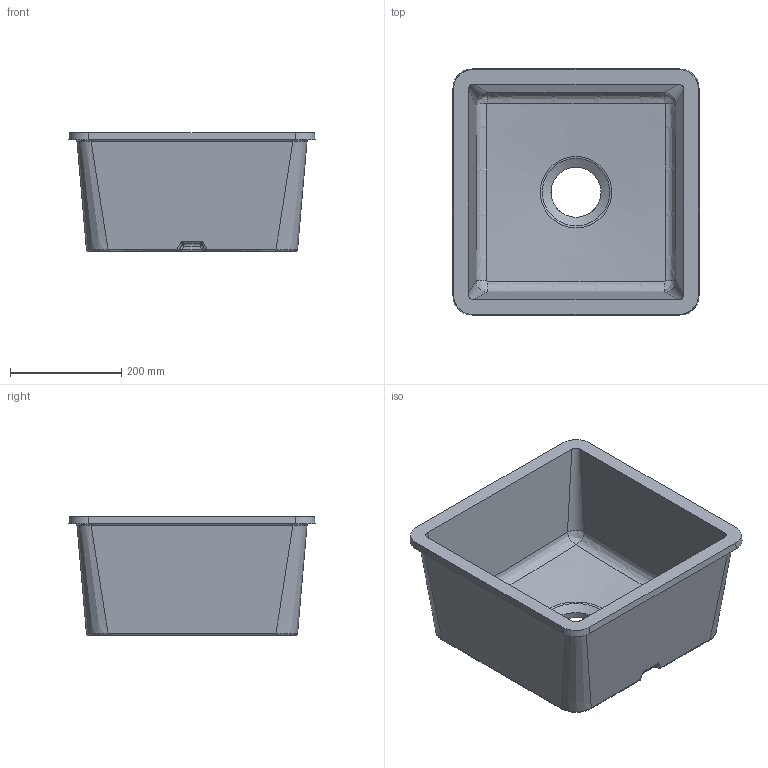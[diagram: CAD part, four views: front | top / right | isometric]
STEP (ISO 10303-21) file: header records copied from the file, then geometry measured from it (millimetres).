
FILE_DESCRIPTION(/* description */ (''),/* implementation_level */ '2;1');
FILE_NAME(/* name */ 'Spuele_3325_Subway_50SU.stp',/* time_stamp */ '2019-02-26T14:31:07+01:00',/* author */ (''),/* organization */ (''),/* preprocessor_version */ 'ST-DEVELOPER v16',/* originating_system */ 'SIEMENS PLM Software NX 10.0',/* authorisation */ '');
FILE_SCHEMA (('AUTOMOTIVE_DESIGN { 1 0 10303 214 3 1 1 1 }'));
Length unit declared in the file: millimetre
Products named in the file (1): Sier2768DA30j3ig
Bounding box: 442.97 x 442.97 x 214 mm (x, y, z)
Volume: 7968897.3 mm3; surface area: 915050.4 mm2
Topology: 1 solids, 1 shells, 85 faces, 210 edges, 122 vertices
Faces by surface type: bspline 59, plane 14, cylinder 9, cone 2, torus 1
Full cylindrical faces by diameter (mm): 90 x1
Entity records: 5876 total; most frequent: CARTESIAN_POINT 4375, ORIENTED_EDGE 396, EDGE_CURVE 198, DIRECTION 168, VERTEX_POINT 120, B_SPLINE_CURVE_WITH_KNOTS 110, EDGE_LOOP 92, ADVANCED_FACE 85
